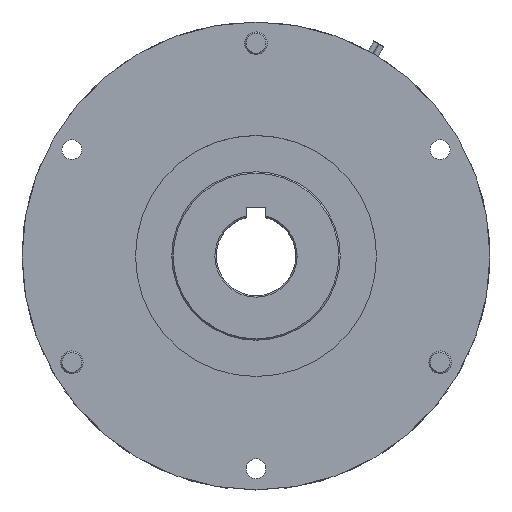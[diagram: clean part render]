
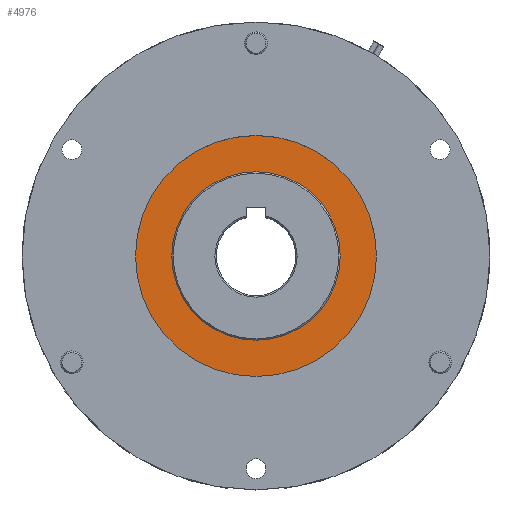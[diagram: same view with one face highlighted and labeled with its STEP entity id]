
A CAD part, top view. The second image highlights one B-rep face of the part: STEP entity #4976.
In plain terms, the highlighted planar face has unit normal (0, 0, 1).
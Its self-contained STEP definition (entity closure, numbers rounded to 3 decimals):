
#1451 = DIRECTION ( 'NONE',  ( 1., 0., 0. ) ) ;
#1452 = DIRECTION ( 'NONE',  ( 0., 0., -1. ) ) ;
#1453 = CARTESIAN_POINT ( 'NONE',  ( 0., 0., 65.6 ) ) ;
#1454 = AXIS2_PLACEMENT_3D ( 'NONE', #1453, #1452, #1451 ) ;
#1455 = CIRCLE ( 'NONE', #1454, 29.7 ) ;
#2531 = AXIS2_PLACEMENT_3D ( 'NONE', #2558, #2567, #2563 ) ;
#2532 = DIRECTION ( 'NONE',  ( 0., 0., 1. ) ) ;
#2540 = AXIS2_PLACEMENT_3D ( 'NONE', #2564, #2532, #2541 ) ;
#2541 = DIRECTION ( 'NONE',  ( 1., 0., 0. ) ) ;
#2550 = CIRCLE ( 'NONE', #2540, 42.5 ) ;
#2552 = CARTESIAN_POINT ( 'NONE',  ( 42.5, 0., 65.6 ) ) ;
#2558 = CARTESIAN_POINT ( 'NONE',  ( 0., 0., 65.6 ) ) ;
#2562 = CARTESIAN_POINT ( 'NONE',  ( -42.5, 0., 65.6 ) ) ;
#2563 = DIRECTION ( 'NONE',  ( 1., 0., 0. ) ) ;
#2564 = CARTESIAN_POINT ( 'NONE',  ( 0., 0., 65.6 ) ) ;
#2565 = CIRCLE ( 'NONE', #2531, 29.7 ) ;
#2567 = DIRECTION ( 'NONE',  ( 0., 0., -1. ) ) ;
#2576 = CARTESIAN_POINT ( 'NONE',  ( -29.7, 0., 65.6 ) ) ;
#3624 = VERTEX_POINT ( 'NONE', #8358 ) ;
#3656 = EDGE_CURVE ( 'NONE', #3669, #3624, #2565, .T. ) ;
#3657 = EDGE_CURVE ( 'NONE', #3662, #3663, #2550, .T. ) ;
#3662 = VERTEX_POINT ( 'NONE', #2562 ) ;
#3663 = VERTEX_POINT ( 'NONE', #2552 ) ;
#3669 = VERTEX_POINT ( 'NONE', #2576 ) ;
#4818 = EDGE_LOOP ( 'NONE', ( #4997, #5030 ) ) ;
#4947 = ORIENTED_EDGE ( 'NONE', *, *, #4992, .T. ) ;
#4973 = EDGE_LOOP ( 'NONE', ( #4947, #5002 ) ) ;
#4976 = ADVANCED_FACE ( 'NONE', ( #6423, #6436 ), #5898, .T. ) ;
#4992 = EDGE_CURVE ( 'NONE', #3663, #3662, #6475, .T. ) ;
#4997 = ORIENTED_EDGE ( 'NONE', *, *, #3656, .T. ) ;
#5002 = ORIENTED_EDGE ( 'NONE', *, *, #3657, .T. ) ;
#5029 = EDGE_CURVE ( 'NONE', #3624, #3669, #1455, .T. ) ;
#5030 = ORIENTED_EDGE ( 'NONE', *, *, #5029, .T. ) ;
#5892 = CARTESIAN_POINT ( 'NONE',  ( 0., 0., 65.6 ) ) ;
#5893 = AXIS2_PLACEMENT_3D ( 'NONE', #5892, #5928, #5927 ) ;
#5898 = PLANE ( 'NONE',  #5893 ) ;
#5927 = DIRECTION ( 'NONE',  ( 1., 0., 0. ) ) ;
#5928 = DIRECTION ( 'NONE',  ( 0., 0., 1. ) ) ;
#6423 = FACE_OUTER_BOUND ( 'NONE', #4973, .T. ) ;
#6436 = FACE_BOUND ( 'NONE', #4818, .T. ) ;
#6468 = DIRECTION ( 'NONE',  ( 1., 0., 0. ) ) ;
#6469 = DIRECTION ( 'NONE',  ( 0., 0., 1. ) ) ;
#6470 = CARTESIAN_POINT ( 'NONE',  ( 0., 0., 65.6 ) ) ;
#6471 = AXIS2_PLACEMENT_3D ( 'NONE', #6470, #6469, #6468 ) ;
#6475 = CIRCLE ( 'NONE', #6471, 42.5 ) ;
#8358 = CARTESIAN_POINT ( 'NONE',  ( 29.7, 0., 65.6 ) ) ;
